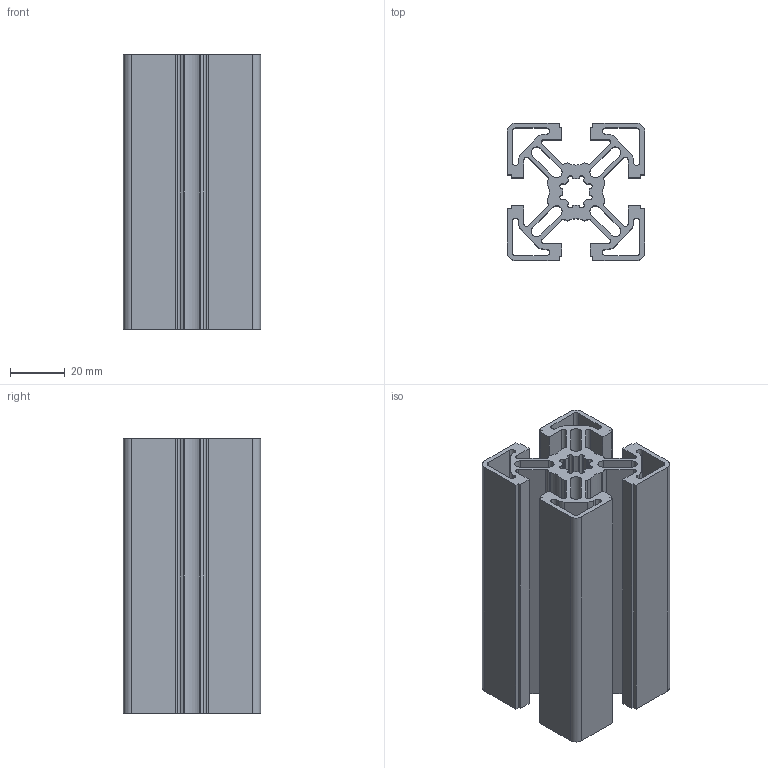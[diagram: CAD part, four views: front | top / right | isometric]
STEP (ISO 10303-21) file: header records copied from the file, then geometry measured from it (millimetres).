
FILE_DESCRIPTION(/* description */ ('PROF.ALL. 50X50 4C CAVA 10'),/* implementation_level */ '2;1');
FILE_NAME(/* name */ 'BPRDD0000628.stp',/* time_stamp */ '2018-11-19T10:47:47+01:00',/* author */ ('fzagni'),/* organization */ (''),/* preprocessor_version */ 'ST-DEVELOPER v16.1',/* originating_system */ 'Autodesk Inventor 2016',/* authorisation */ '');
FILE_SCHEMA (('AUTOMOTIVE_DESIGN { 1 0 10303 214 3 1 1 }'));
Length unit declared in the file: millimetre
Products named in the file (1): BPRDD0000628
Bounding box: 50 x 50 x 100 mm (x, y, z)
Volume: 89390.5 mm3; surface area: 78240.5 mm2
Topology: 1 solids, 1 shells, 210 faces, 624 edges, 416 vertices
Faces by surface type: cylinder 116, plane 94
Entity records: 7180 total; most frequent: DIRECTION 1278, CARTESIAN_POINT 1251, ORIENTED_EDGE 1248, EDGE_CURVE 624, AXIS2_PLACEMENT_3D 443, VERTEX_POINT 416, LINE 392, VECTOR 392
